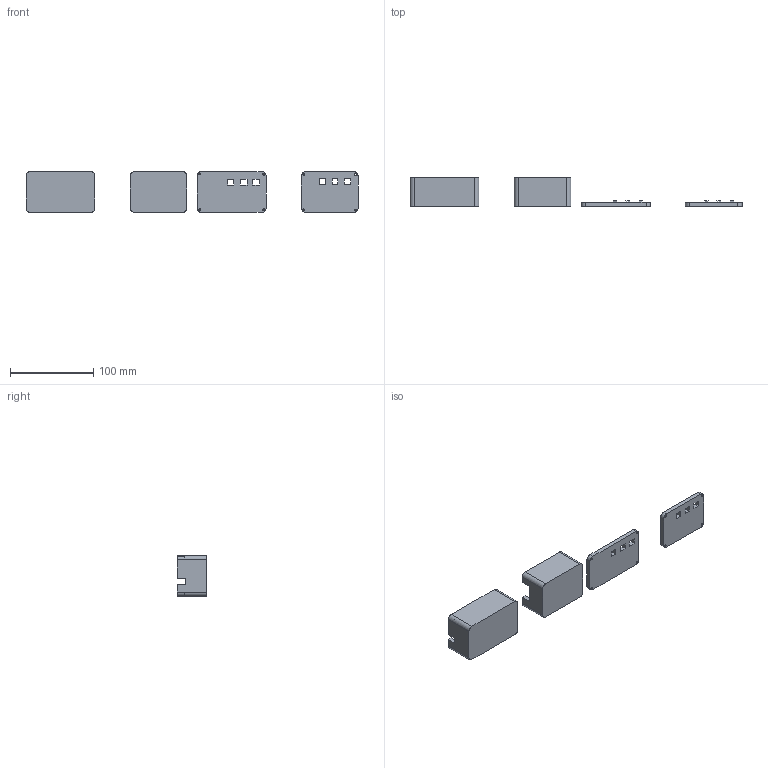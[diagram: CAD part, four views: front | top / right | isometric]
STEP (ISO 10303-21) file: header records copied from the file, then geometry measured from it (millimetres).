
FILE_DESCRIPTION(/* description */ ('KiCad electronic assembly'),/* implementation_level */ '2;1');
FILE_NAME(/* name */ 'MP3 PLAYER PRINTER_.step',/* time_stamp */ '2026-02-18T12:11:47+05:30',/* author */ (''),/* organization */ (''),/* preprocessor_version */ 'ST-DEVELOPER v20.1',/* originating_system */ 'Autodesk Translation Framework v14.24.0.0',/* authorisation */ '');
FILE_SCHEMA (('AUTOMOTIVE_DESIGN { 1 0 10303 214 3 1 1 }'));
Length unit declared in the file: millimetre
Products named in the file (1): MP3 PLAYER 1
Bounding box: 399.47 x 35 x 49.19 mm (x, y, z)
Volume: 133385.1 mm3; surface area: 60845.2 mm2
Topology: 4 solids, 4 shells, 154 faces, 388 edges, 258 vertices
Faces by surface type: plane 122, cylinder 32
Full cylindrical faces by diameter (mm): 2.4 x16
Entity records: 4676 total; most frequent: CARTESIAN_POINT 801, ORIENTED_EDGE 776, DIRECTION 762, EDGE_CURVE 388, LINE 324, VECTOR 324, VERTEX_POINT 258, AXIS2_PLACEMENT_3D 219
